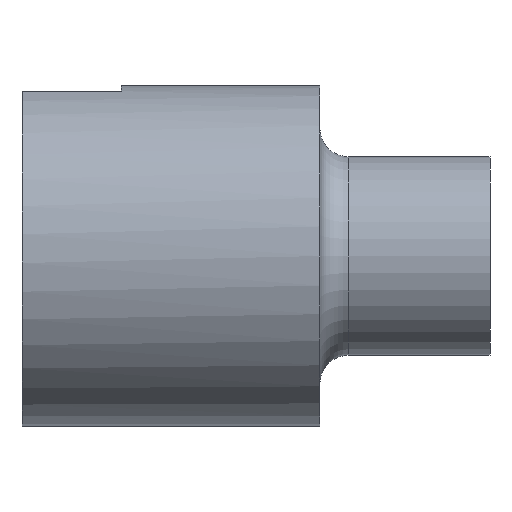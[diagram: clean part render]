
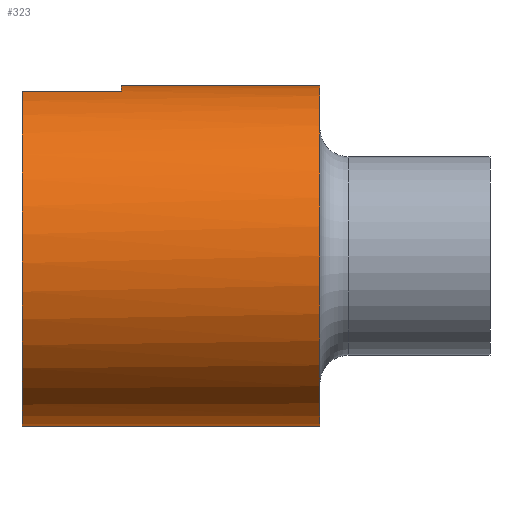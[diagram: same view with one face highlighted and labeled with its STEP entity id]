
A CAD part, left-side view. The second image highlights one B-rep face of the part: STEP entity #323.
In plain terms, the highlighted cylindrical face has radius 6 mm (diameter 12 mm), a partial arc.
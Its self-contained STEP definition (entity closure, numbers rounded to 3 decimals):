
#34 = CARTESIAN_POINT ( 'NONE',  ( 0., 6., 6. ) ) ;
#37 = CIRCLE ( 'NONE', #492, 6. ) ;
#43 = LINE ( 'NONE', #220, #778 ) ;
#59 = EDGE_LOOP ( 'NONE', ( #598, #644, #217, #277, #511, #664 ) ) ;
#81 = VERTEX_POINT ( 'NONE', #34 ) ;
#82 = EDGE_CURVE ( 'NONE', #497, #81, #43, .T. ) ;
#108 = CARTESIAN_POINT ( 'NONE',  ( 0., 16.5, 0. ) ) ;
#141 = DIRECTION ( 'NONE',  ( 0., -1., 0. ) ) ;
#146 = CARTESIAN_POINT ( 'NONE',  ( 0., 6., -6. ) ) ;
#174 = CARTESIAN_POINT ( 'NONE',  ( 0., 13., 0. ) ) ;
#192 = VECTOR ( 'NONE', #141, 1000. ) ;
#217 = ORIENTED_EDGE ( 'NONE', *, *, #242, .T. ) ;
#220 = CARTESIAN_POINT ( 'NONE',  ( 0., 16.5, 6. ) ) ;
#240 = LINE ( 'NONE', #686, #316 ) ;
#242 = EDGE_CURVE ( 'NONE', #763, #248, #240, .T. ) ;
#248 = VERTEX_POINT ( 'NONE', #428 ) ;
#277 = ORIENTED_EDGE ( 'NONE', *, *, #594, .F. ) ;
#289 = AXIS2_PLACEMENT_3D ( 'NONE', #355, #426, #619 ) ;
#298 = AXIS2_PLACEMENT_3D ( 'NONE', #108, #610, #752 ) ;
#316 = VECTOR ( 'NONE', #689, 1000. ) ;
#323 = ADVANCED_FACE ( 'NONE', ( #751 ), #683, .T. ) ;
#352 = EDGE_CURVE ( 'NONE', #558, #473, #519, .T. ) ;
#355 = CARTESIAN_POINT ( 'NONE',  ( 0., 6., 0. ) ) ;
#364 = CARTESIAN_POINT ( 'NONE',  ( 0., 16.5, -6. ) ) ;
#395 = CARTESIAN_POINT ( 'NONE',  ( 0., 16.5, -6. ) ) ;
#422 = DIRECTION ( 'NONE',  ( 0., -1., 0. ) ) ;
#425 = DIRECTION ( 'NONE',  ( 0., 0., -1. ) ) ;
#426 = DIRECTION ( 'NONE',  ( 0., -1., 0. ) ) ;
#428 = CARTESIAN_POINT ( 'NONE',  ( -1.5, 16.5, 5.809 ) ) ;
#435 = AXIS2_PLACEMENT_3D ( 'NONE', #739, #422, #425 ) ;
#470 = CARTESIAN_POINT ( 'NONE',  ( -1.5, 13., 5.809 ) ) ;
#473 = VERTEX_POINT ( 'NONE', #146 ) ;
#492 = AXIS2_PLACEMENT_3D ( 'NONE', #174, #678, #729 ) ;
#497 = VERTEX_POINT ( 'NONE', #784 ) ;
#511 = ORIENTED_EDGE ( 'NONE', *, *, #352, .T. ) ;
#519 = LINE ( 'NONE', #395, #192 ) ;
#553 = EDGE_CURVE ( 'NONE', #763, #497, #37, .T. ) ;
#558 = VERTEX_POINT ( 'NONE', #364 ) ;
#584 = EDGE_CURVE ( 'NONE', #81, #473, #724, .T. ) ;
#594 = EDGE_CURVE ( 'NONE', #558, #248, #802, .T. ) ;
#598 = ORIENTED_EDGE ( 'NONE', *, *, #82, .F. ) ;
#610 = DIRECTION ( 'NONE',  ( 0., 1., 0. ) ) ;
#619 = DIRECTION ( 'NONE',  ( 0., 0., -1. ) ) ;
#644 = ORIENTED_EDGE ( 'NONE', *, *, #553, .F. ) ;
#664 = ORIENTED_EDGE ( 'NONE', *, *, #584, .F. ) ;
#678 = DIRECTION ( 'NONE',  ( 0., 1., 0. ) ) ;
#683 = CYLINDRICAL_SURFACE ( 'NONE', #435, 6. ) ;
#686 = CARTESIAN_POINT ( 'NONE',  ( -1.5, 16.5, 5.809 ) ) ;
#689 = DIRECTION ( 'NONE',  ( 0., 1., 0. ) ) ;
#724 = CIRCLE ( 'NONE', #289, 6. ) ;
#729 = DIRECTION ( 'NONE',  ( 0., 0., 1. ) ) ;
#739 = CARTESIAN_POINT ( 'NONE',  ( 0., 16.5, 0. ) ) ;
#751 = FACE_OUTER_BOUND ( 'NONE', #59, .T. ) ;
#752 = DIRECTION ( 'NONE',  ( 0., 0., 1. ) ) ;
#763 = VERTEX_POINT ( 'NONE', #470 ) ;
#778 = VECTOR ( 'NONE', #797, 1000. ) ;
#784 = CARTESIAN_POINT ( 'NONE',  ( 0., 13., 6. ) ) ;
#797 = DIRECTION ( 'NONE',  ( 0., -1., 0. ) ) ;
#802 = CIRCLE ( 'NONE', #298, 6. ) ;
